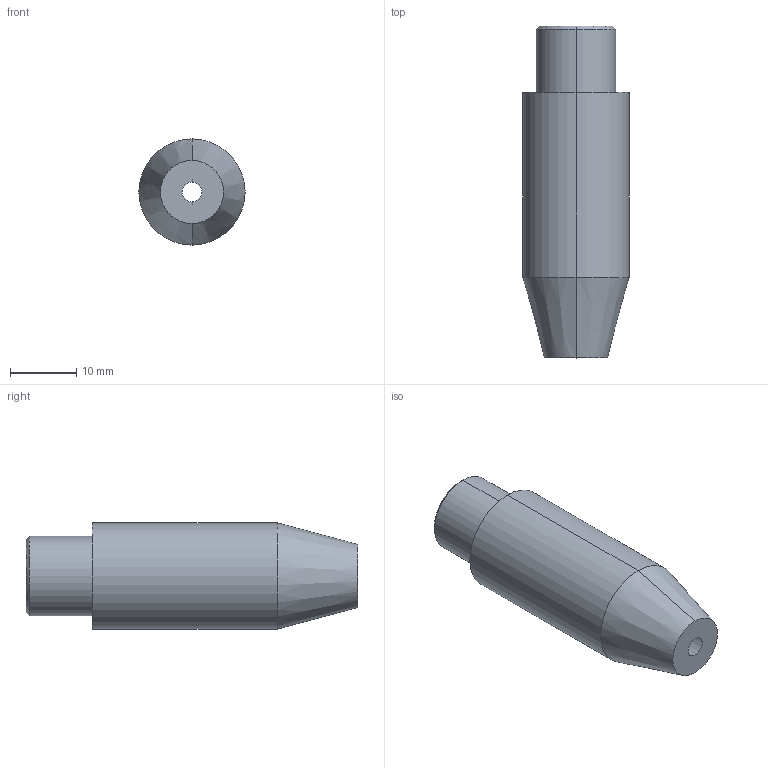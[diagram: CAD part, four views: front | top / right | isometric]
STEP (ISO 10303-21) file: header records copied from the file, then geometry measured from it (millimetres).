
FILE_DESCRIPTION (( 'STEP AP203' ), '1' );
FILE_NAME ('ﾏﾃﾒ.1.25.003.003^ﾏﾃﾒ.1.25.003_ﾏﾃﾒ1.25.STEP', '2020-07-07T06:36:44', ( '' ), ( '' ), 'SwSTEP 2.0', 'SolidWorks 2018', '' );
FILE_SCHEMA (( 'CONFIG_CONTROL_DESIGN' ));
Length unit declared in the file: millimetre
Products named in the file (1): ﾏﾃﾒ.1.25.003.003^ﾏﾃﾒ.1.25.003_ﾏﾃﾒ1.25
Bounding box: 16 x 50 x 16 mm (x, y, z)
Volume: 5831.7 mm3; surface area: 3747.4 mm2
Topology: 1 solids, 1 shells, 17 faces, 34 edges, 20 vertices
Faces by surface type: cone 8, cylinder 6, plane 3
Entity records: 525 total; most frequent: DIRECTION 90, CARTESIAN_POINT 72, ORIENTED_EDGE 68, AXIS2_PLACEMENT_3D 38, EDGE_CURVE 34, VERTEX_POINT 20, EDGE_LOOP 20, CIRCLE 20
